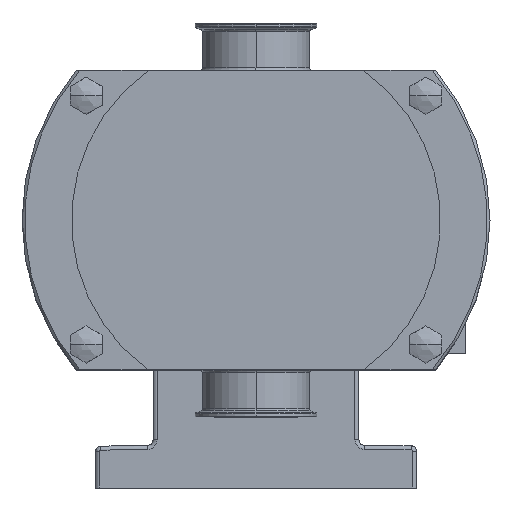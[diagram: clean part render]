
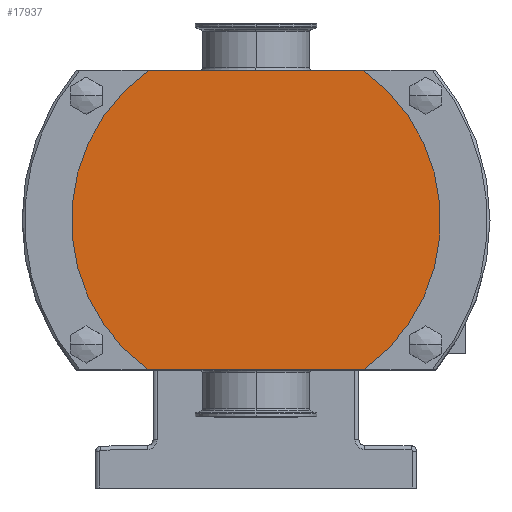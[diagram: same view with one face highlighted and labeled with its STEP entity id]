
A CAD part, top view. The second image highlights one B-rep face of the part: STEP entity #17937.
In plain terms, the highlighted planar face has unit normal (0, 0, 1).
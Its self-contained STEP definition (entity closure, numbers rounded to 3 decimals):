
#3186=CARTESIAN_POINT('',(0.,0.,131.535));
#3187=DIRECTION('',(0.,0.,1.));
#3188=DIRECTION('',(-0.584,0.812,0.));
#3189=AXIS2_PLACEMENT_3D('',#3186,#3187,#3188);
#3191=DIRECTION('',(-1.,0.,0.));
#3192=VECTOR('',#3191,161.245);
#3193=CARTESIAN_POINT('',(80.623,112.,131.535));
#3194=LINE('',#3193,#3192);
#3195=CARTESIAN_POINT('',(0.,0.,131.535));
#3196=DIRECTION('',(0.,0.,1.));
#3197=DIRECTION('',(0.584,-0.812,0.));
#3198=AXIS2_PLACEMENT_3D('',#3195,#3196,#3197);
#3200=DIRECTION('',(1.,0.,0.));
#3201=VECTOR('',#3200,161.245);
#3202=CARTESIAN_POINT('',(-80.623,-112.,131.535));
#3203=LINE('',#3202,#3201);
#13727=CARTESIAN_POINT('',(-80.623,112.,131.535));
#13728=CARTESIAN_POINT('',(-80.623,-112.,131.535));
#13729=VERTEX_POINT('',#13727);
#13730=VERTEX_POINT('',#13728);
#13731=CARTESIAN_POINT('',(80.623,-112.,131.535));
#13732=CARTESIAN_POINT('',(80.623,112.,131.535));
#13733=VERTEX_POINT('',#13731);
#13734=VERTEX_POINT('',#13732);
#17925=CARTESIAN_POINT('',(0.,0.,131.535));
#17926=DIRECTION('',(0.,0.,1.));
#17927=DIRECTION('',(0.,1.,0.));
#17928=AXIS2_PLACEMENT_3D('',#17925,#17926,#17927);
#17929=PLANE('',#17928);
#17930=ORIENTED_EDGE('',*,*,#17917,.F.);
#17931=ORIENTED_EDGE('',*,*,#17734,.F.);
#17933=ORIENTED_EDGE('',*,*,#17932,.F.);
#17934=ORIENTED_EDGE('',*,*,#17808,.F.);
#17935=EDGE_LOOP('',(#17930,#17931,#17933,#17934));
#17936=FACE_OUTER_BOUND('',#17935,.F.);
#17937=ADVANCED_FACE('',(#17936),#17929,.T.);
#3190=CIRCLE('',#3189,138.);
#3199=CIRCLE('',#3198,138.);
#17734=EDGE_CURVE('',#13734,#13729,#3194,.T.);
#17808=EDGE_CURVE('',#13730,#13733,#3203,.T.);
#17917=EDGE_CURVE('',#13729,#13730,#3190,.T.);
#17932=EDGE_CURVE('',#13733,#13734,#3199,.T.);
